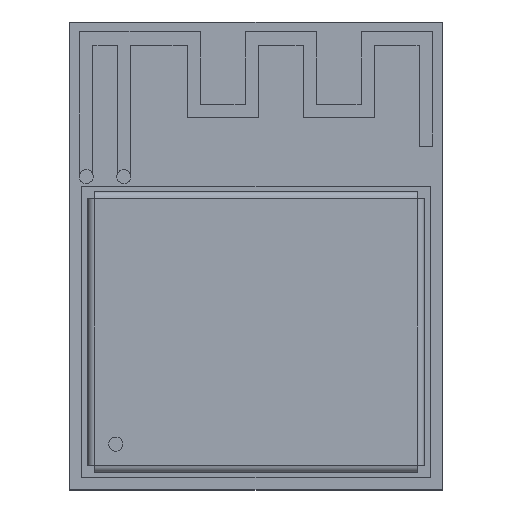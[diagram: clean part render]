
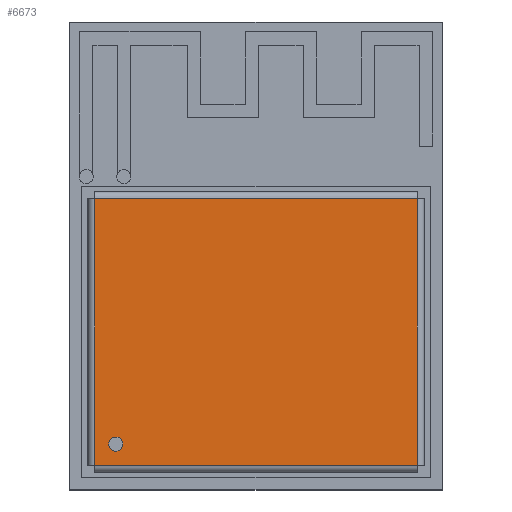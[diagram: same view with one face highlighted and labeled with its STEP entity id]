
A CAD part, top view. The second image highlights one B-rep face of the part: STEP entity #6673.
In plain terms, the highlighted planar face has unit normal (0, 0, 1).
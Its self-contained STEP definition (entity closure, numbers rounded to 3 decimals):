
#27=CIRCLE('',#7058,0.25);
#103=FACE_BOUND('',#916,.T.);
#484=FACE_OUTER_BOUND('',#915,.T.);
#915=EDGE_LOOP('',(#5746,#5747,#5748,#5749));
#916=EDGE_LOOP('',(#5750));
#1743=LINE('',#10406,#2619);
#1744=LINE('',#10408,#2620);
#1745=LINE('',#10410,#2621);
#1746=LINE('',#10411,#2622);
#2619=VECTOR('',#8557,10.);
#2620=VECTOR('',#8560,10.);
#2621=VECTOR('',#8561,10.);
#2622=VECTOR('',#8562,10.);
#3235=VERTEX_POINT('',#10375);
#3237=VERTEX_POINT('',#10383);
#3240=VERTEX_POINT('',#10395);
#3241=VERTEX_POINT('',#10399);
#3243=VERTEX_POINT('',#10409);
#4090=EDGE_CURVE('',#3241,#3241,#27,.T.);
#4093=EDGE_CURVE('',#3237,#3235,#1743,.T.);
#4094=EDGE_CURVE('',#3240,#3237,#1744,.T.);
#4095=EDGE_CURVE('',#3243,#3240,#1745,.T.);
#4096=EDGE_CURVE('',#3235,#3243,#1746,.T.);
#5746=ORIENTED_EDGE('',*,*,#4093,.F.);
#5747=ORIENTED_EDGE('',*,*,#4094,.F.);
#5748=ORIENTED_EDGE('',*,*,#4095,.F.);
#5749=ORIENTED_EDGE('',*,*,#4096,.F.);
#5750=ORIENTED_EDGE('',*,*,#4090,.T.);
#6311=PLANE('',#7062);
#6673=ADVANCED_FACE('',(#484,#103),#6311,.T.);
#7058=AXIS2_PLACEMENT_3D('',#10400,#8548,#8549);
#7062=AXIS2_PLACEMENT_3D('',#10407,#8558,#8559);
#8548=DIRECTION('center_axis',(0.,0.,-1.));
#8549=DIRECTION('ref_axis',(-1.,0.,0.));
#8557=DIRECTION('',(1.,0.,0.));
#8558=DIRECTION('center_axis',(0.,0.,1.));
#8559=DIRECTION('ref_axis',(1.,0.,0.));
#8560=DIRECTION('',(0.,1.,0.));
#8561=DIRECTION('',(-1.,0.,0.));
#8562=DIRECTION('',(0.,-1.,0.));
#10375=CARTESIAN_POINT('',(5.725,2.025,2.55));
#10383=CARTESIAN_POINT('',(-5.725,2.025,2.55));
#10395=CARTESIAN_POINT('',(-5.725,-7.425,2.55));
#10399=CARTESIAN_POINT('',(-4.725,-6.675,2.55));
#10400=CARTESIAN_POINT('Origin',(-4.975,-6.675,2.55));
#10406=CARTESIAN_POINT('',(2.988,2.025,2.55));
#10407=CARTESIAN_POINT('Origin',(0.,-2.7,2.55));
#10408=CARTESIAN_POINT('',(-5.725,-0.213,2.55));
#10409=CARTESIAN_POINT('',(5.725,-7.425,2.55));
#10410=CARTESIAN_POINT('',(-2.988,-7.425,2.55));
#10411=CARTESIAN_POINT('',(5.725,-5.188,2.55));
